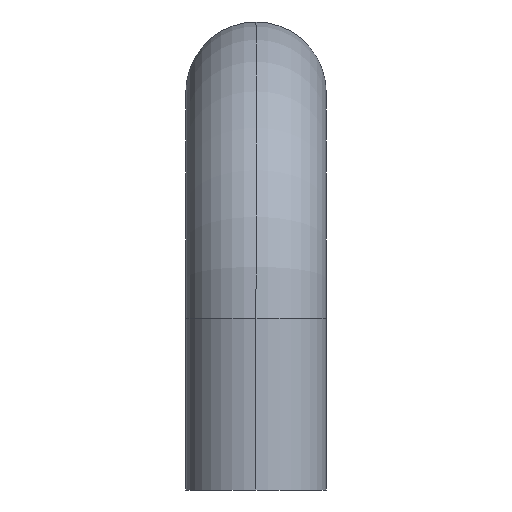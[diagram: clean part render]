
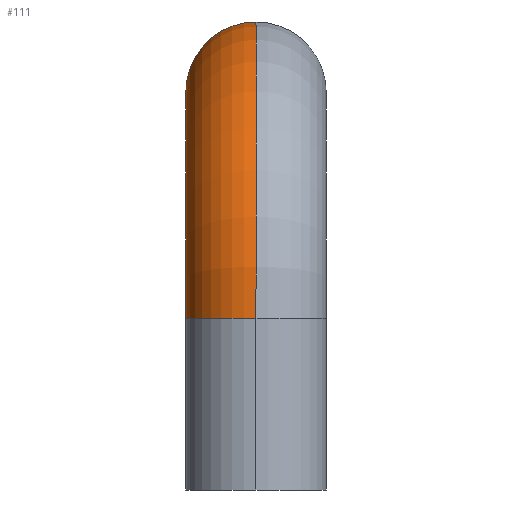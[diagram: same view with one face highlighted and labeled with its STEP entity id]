
A CAD part, left-side view. The second image highlights one B-rep face of the part: STEP entity #111.
In plain terms, the highlighted toroidal (fillet/blend) face has major radius 14.5 mm and minor radius 4.5 mm.
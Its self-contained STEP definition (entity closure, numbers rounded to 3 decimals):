
#1 = CIRCLE ( 'NONE', #16, 4.5 ) ;
#7 = ORIENTED_EDGE ( 'NONE', *, *, #60, .F. ) ;
#14 = FACE_OUTER_BOUND ( 'NONE', #331, .T. ) ;
#16 = AXIS2_PLACEMENT_3D ( 'NONE', #203, #228, #110 ) ;
#26 = CARTESIAN_POINT ( 'NONE',  ( -45.5, 0., 11. ) ) ;
#28 = ORIENTED_EDGE ( 'NONE', *, *, #56, .F. ) ;
#44 = DIRECTION ( 'NONE',  ( 0., 1., 0. ) ) ;
#56 = EDGE_CURVE ( 'NONE', #193, #301, #95, .T. ) ;
#57 = CARTESIAN_POINT ( 'NONE',  ( -35.5, 0., 30. ) ) ;
#60 = EDGE_CURVE ( 'NONE', #301, #147, #1, .T. ) ;
#77 = TOROIDAL_SURFACE ( 'NONE', #157, 14.5, 4.5 ) ;
#95 = CIRCLE ( 'NONE', #352, 10. ) ;
#105 = CIRCLE ( 'NONE', #319, 4.5 ) ;
#110 = DIRECTION ( 'NONE',  ( 0., 0., -1. ) ) ;
#111 = ADVANCED_FACE ( 'NONE', ( #14 ), #77, .T. ) ;
#112 = CARTESIAN_POINT ( 'NONE',  ( -35.5, 0., 11. ) ) ;
#120 = AXIS2_PLACEMENT_3D ( 'NONE', #217, #44, #357 ) ;
#122 = VERTEX_POINT ( 'NONE', #261 ) ;
#138 = DIRECTION ( 'NONE',  ( 0., 1., 0. ) ) ;
#140 = DIRECTION ( 'NONE',  ( 0., 1., 0. ) ) ;
#141 = DIRECTION ( 'NONE',  ( 0., 0., 1. ) ) ;
#147 = VERTEX_POINT ( 'NONE', #57 ) ;
#157 = AXIS2_PLACEMENT_3D ( 'NONE', #112, #140, #288 ) ;
#171 = CARTESIAN_POINT ( 'NONE',  ( -50., 0., 11. ) ) ;
#193 = VERTEX_POINT ( 'NONE', #26 ) ;
#203 = CARTESIAN_POINT ( 'NONE',  ( -35.5, 0., 25.5 ) ) ;
#217 = CARTESIAN_POINT ( 'NONE',  ( -35.5, 0., 11. ) ) ;
#228 = DIRECTION ( 'NONE',  ( 1., 0., 0. ) ) ;
#229 = CARTESIAN_POINT ( 'NONE',  ( -35.5, 0., 11. ) ) ;
#261 = CARTESIAN_POINT ( 'NONE',  ( -54.5, 0., 11. ) ) ;
#265 = EDGE_CURVE ( 'NONE', #193, #122, #105, .T. ) ;
#288 = DIRECTION ( 'NONE',  ( 0., 0., 1. ) ) ;
#296 = CIRCLE ( 'NONE', #120, 19. ) ;
#301 = VERTEX_POINT ( 'NONE', #308 ) ;
#308 = CARTESIAN_POINT ( 'NONE',  ( -35.5, 0., 21. ) ) ;
#312 = DIRECTION ( 'NONE',  ( 1., 0., 0. ) ) ;
#319 = AXIS2_PLACEMENT_3D ( 'NONE', #171, #340, #312 ) ;
#331 = EDGE_LOOP ( 'NONE', ( #372, #376, #7, #28 ) ) ;
#340 = DIRECTION ( 'NONE',  ( 0., 0., 1. ) ) ;
#343 = EDGE_CURVE ( 'NONE', #122, #147, #296, .T. ) ;
#352 = AXIS2_PLACEMENT_3D ( 'NONE', #229, #138, #141 ) ;
#357 = DIRECTION ( 'NONE',  ( 0., 0., 1. ) ) ;
#372 = ORIENTED_EDGE ( 'NONE', *, *, #265, .T. ) ;
#376 = ORIENTED_EDGE ( 'NONE', *, *, #343, .T. ) ;
